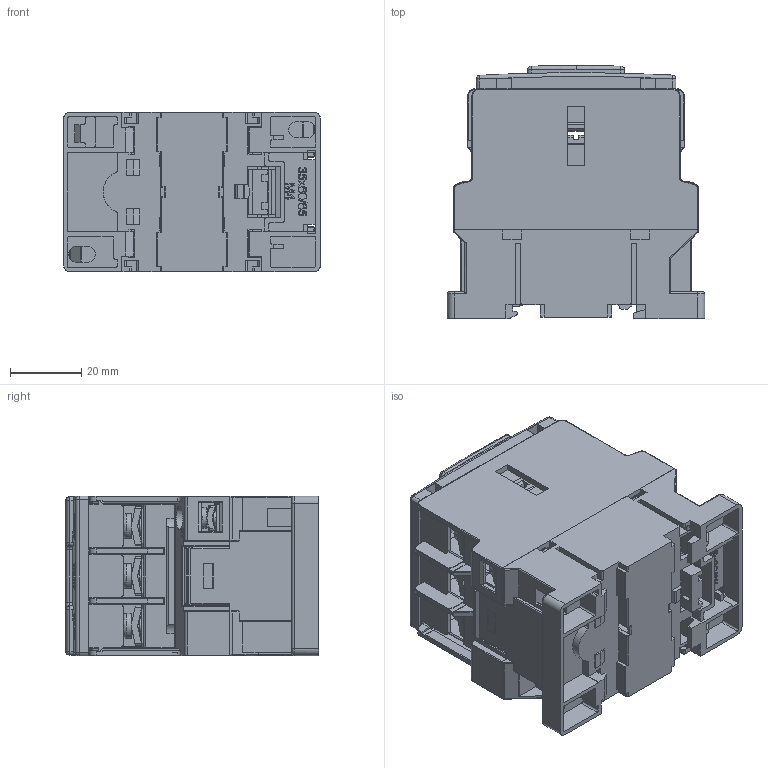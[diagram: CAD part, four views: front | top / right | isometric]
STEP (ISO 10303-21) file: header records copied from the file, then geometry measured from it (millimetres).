
FILE_DESCRIPTION (( 'STEP AP203' ), '1' );
FILE_NAME ('CONTACTOR CNN 25 00 -Prazno.STEP', '2013-11-12T11:22:22', ( 'Dzalev Ljupco' ), ( 'RK' ), 'SwSTEP 2.0', 'SolidWorks 2011', '' );
FILE_SCHEMA (( 'CONFIG_CONTROL_DESIGN' ));
Length unit declared in the file: millimetre
Products named in the file (1): CONTACTOR CNN 25 00 -Prazno
Bounding box: 72.42 x 71.32 x 44.94 mm (x, y, z)
Volume: 46763.7 mm3; surface area: 67752.4 mm2
Topology: 1 solids, 2 shells, 4111 faces, 12041 edges, 7787 vertices
Faces by surface type: plane 2877, cylinder 816, bspline 331, torus 40, cone 24, sphere 23
Entity records: 149272 total; most frequent: CARTESIAN_POINT 43902, ORIENTED_EDGE 23986, DIRECTION 19232, EDGE_CURVE 11993, LINE 8896, VECTOR 8896, VERTEX_POINT 7781, AXIS2_PLACEMENT_3D 5168
